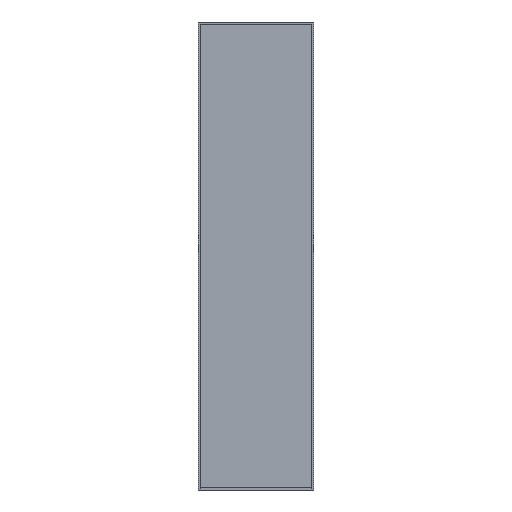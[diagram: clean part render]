
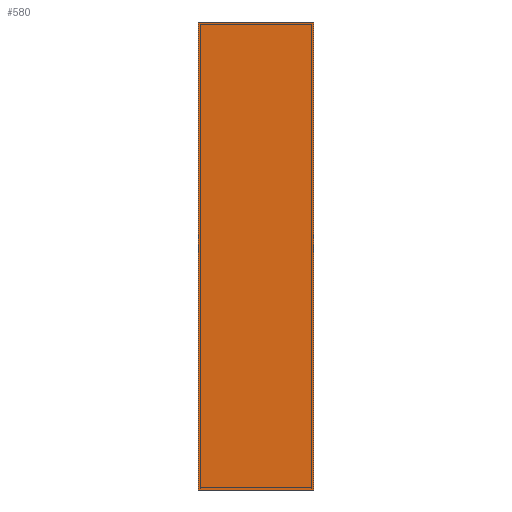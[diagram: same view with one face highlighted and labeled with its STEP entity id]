
A CAD part, left-side view. The second image highlights one B-rep face of the part: STEP entity #580.
In plain terms, the highlighted planar face has unit normal (-1, 0, 0).
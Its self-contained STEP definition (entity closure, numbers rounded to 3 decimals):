
#40=FACE_OUTER_BOUND('',#72,.T.);
#72=EDGE_LOOP('',(#449,#450,#451,#452));
#121=LINE('',#853,#193);
#135=LINE('',#881,#207);
#138=LINE('',#885,#210);
#139=LINE('',#887,#211);
#193=VECTOR('',#704,3.2);
#207=VECTOR('',#726,3.2);
#210=VECTOR('',#731,0.79);
#211=VECTOR('',#734,0.79);
#253=VERTEX_POINT('',#851);
#254=VERTEX_POINT('',#852);
#263=VERTEX_POINT('',#878);
#264=VERTEX_POINT('',#880);
#313=EDGE_CURVE('',#253,#254,#121,.T.);
#327=EDGE_CURVE('',#264,#263,#135,.T.);
#330=EDGE_CURVE('',#264,#253,#138,.T.);
#331=EDGE_CURVE('',#254,#263,#139,.T.);
#449=ORIENTED_EDGE('',*,*,#331,.F.);
#450=ORIENTED_EDGE('',*,*,#313,.F.);
#451=ORIENTED_EDGE('',*,*,#330,.F.);
#452=ORIENTED_EDGE('',*,*,#327,.T.);
#512=PLANE('',#617);
#580=ADVANCED_FACE('',(#40),#512,.T.);
#617=AXIS2_PLACEMENT_3D('',#886,#732,#733);
#704=DIRECTION('',(0.,0.,1.));
#726=DIRECTION('',(0.,0.,1.));
#731=DIRECTION('',(0.,1.,0.));
#732=DIRECTION('center_axis',(-1.,0.,0.));
#733=DIRECTION('ref_axis',(0.,-1.,0.));
#734=DIRECTION('',(0.,-1.,0.));
#851=CARTESIAN_POINT('',(-0.014,0.776,-0.014));
#852=CARTESIAN_POINT('',(-0.014,0.776,3.186));
#853=CARTESIAN_POINT('',(-0.014,0.776,3.172));
#878=CARTESIAN_POINT('',(-0.014,-0.014,3.186));
#880=CARTESIAN_POINT('',(-0.014,-0.014,-0.014));
#881=CARTESIAN_POINT('',(-0.014,-0.014,3.172));
#885=CARTESIAN_POINT('',(-0.014,0.,-0.014));
#886=CARTESIAN_POINT('Origin',(-0.014,0.762,3.172));
#887=CARTESIAN_POINT('',(-0.014,0.776,3.186));
